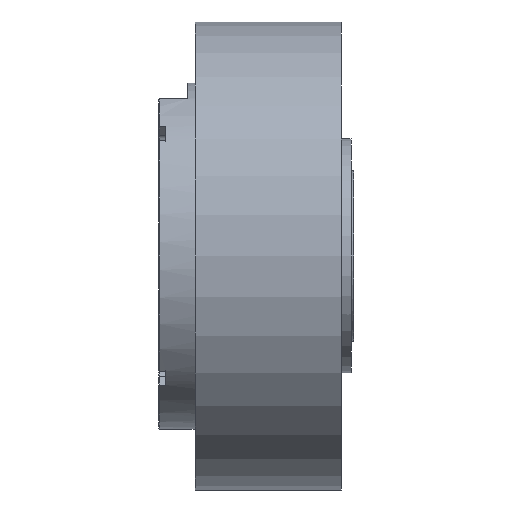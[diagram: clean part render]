
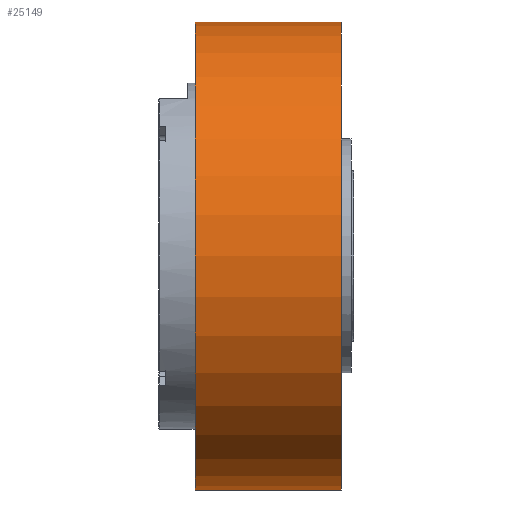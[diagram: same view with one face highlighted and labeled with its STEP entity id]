
A CAD part, left-side view. The second image highlights one B-rep face of the part: STEP entity #25149.
In plain terms, the highlighted cylindrical face has radius 48 mm (diameter 96 mm), a partial arc.
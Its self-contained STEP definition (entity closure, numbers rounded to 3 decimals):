
#329 = EDGE_CURVE ( 'NONE', #23212, #10851, #5054, .T. ) ;
#1054 = CIRCLE ( 'NONE', #9727, 48. ) ;
#2212 = CARTESIAN_POINT ( 'NONE',  ( 0., 0., -48. ) ) ;
#2468 = CARTESIAN_POINT ( 'NONE',  ( 0., 0., 48. ) ) ;
#3827 = EDGE_CURVE ( 'NONE', #20497, #11022, #1054, .T. ) ;
#5054 = CIRCLE ( 'NONE', #31594, 48. ) ;
#5535 = CARTESIAN_POINT ( 'NONE',  ( 0., 0., 0. ) ) ;
#5634 = ORIENTED_EDGE ( 'NONE', *, *, #3827, .F. ) ;
#5906 = DIRECTION ( 'NONE',  ( 0., -1., 0. ) ) ;
#5952 = ORIENTED_EDGE ( 'NONE', *, *, #329, .F. ) ;
#6083 = DIRECTION ( 'NONE',  ( 0., 1., 0. ) ) ;
#6506 = CARTESIAN_POINT ( 'NONE',  ( 0., 0., 0. ) ) ;
#6523 = CARTESIAN_POINT ( 'NONE',  ( 0., 30., 48. ) ) ;
#6929 = AXIS2_PLACEMENT_3D ( 'NONE', #5535, #27602, #20560 ) ;
#7506 = EDGE_CURVE ( 'NONE', #11022, #23212, #26668, .T. ) ;
#7999 = CARTESIAN_POINT ( 'NONE',  ( 0., 30., 0. ) ) ;
#8227 = EDGE_LOOP ( 'NONE', ( #5634, #24850, #5952, #27030 ) ) ;
#8921 = VECTOR ( 'NONE', #5906, 1000. ) ;
#9727 = AXIS2_PLACEMENT_3D ( 'NONE', #6506, #11775, #21370 ) ;
#10851 = VERTEX_POINT ( 'NONE', #6523 ) ;
#11022 = VERTEX_POINT ( 'NONE', #29049 ) ;
#11502 = LINE ( 'NONE', #13579, #8921 ) ;
#11775 = DIRECTION ( 'NONE',  ( 0., -1., 0. ) ) ;
#13579 = CARTESIAN_POINT ( 'NONE',  ( 0., 30., 48. ) ) ;
#14741 = VECTOR ( 'NONE', #24262, 1000. ) ;
#17850 = FACE_OUTER_BOUND ( 'NONE', #8227, .T. ) ;
#17921 = DIRECTION ( 'NONE',  ( 0., 0., -1. ) ) ;
#20497 = VERTEX_POINT ( 'NONE', #2468 ) ;
#20560 = DIRECTION ( 'NONE',  ( 0., 0., -1. ) ) ;
#21370 = DIRECTION ( 'NONE',  ( 0., 0., 1. ) ) ;
#23212 = VERTEX_POINT ( 'NONE', #29463 ) ;
#23938 = EDGE_CURVE ( 'NONE', #10851, #20497, #11502, .T. ) ;
#24262 = DIRECTION ( 'NONE',  ( 0., 1., 0. ) ) ;
#24850 = ORIENTED_EDGE ( 'NONE', *, *, #23938, .F. ) ;
#25149 = ADVANCED_FACE ( 'NONE', ( #17850 ), #27909, .T. ) ;
#26668 = LINE ( 'NONE', #2212, #14741 ) ;
#27030 = ORIENTED_EDGE ( 'NONE', *, *, #7506, .F. ) ;
#27602 = DIRECTION ( 'NONE',  ( 0., -1., 0. ) ) ;
#27909 = CYLINDRICAL_SURFACE ( 'NONE', #6929, 48. ) ;
#29049 = CARTESIAN_POINT ( 'NONE',  ( 0., 0., -48. ) ) ;
#29463 = CARTESIAN_POINT ( 'NONE',  ( 0., 30., -48. ) ) ;
#31594 = AXIS2_PLACEMENT_3D ( 'NONE', #7999, #6083, #17921 ) ;
